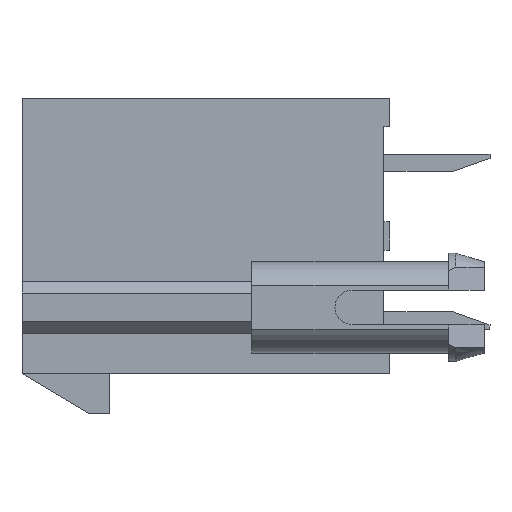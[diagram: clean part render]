
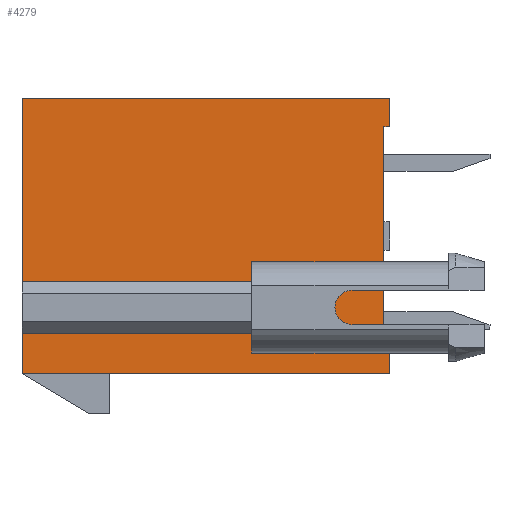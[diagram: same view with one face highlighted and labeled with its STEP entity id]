
A CAD part, left-side view. The second image highlights one B-rep face of the part: STEP entity #4279.
In plain terms, the highlighted planar face has unit normal (-1, 0, 0).
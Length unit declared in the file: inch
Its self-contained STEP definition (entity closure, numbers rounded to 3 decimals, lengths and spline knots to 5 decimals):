
#13 = ORIENTED_EDGE ( 'NONE', *, *, #1454, .F. ) ;
#63 = DIRECTION ( 'NONE',  ( 0., 0., 1. ) ) ;
#152 = CARTESIAN_POINT ( 'NONE',  ( -0.35433, 0.1063, -0.05335 ) ) ;
#167 = LINE ( 'NONE', #5126, #1879 ) ;
#187 = CARTESIAN_POINT ( 'NONE',  ( -0.35433, 0.00787, -0.14961 ) ) ;
#260 = DIRECTION ( 'NONE',  ( 0., 1., 0. ) ) ;
#297 = CARTESIAN_POINT ( 'NONE',  ( -0.35433, 0.50394, -0.0626 ) ) ;
#420 = ORIENTED_EDGE ( 'NONE', *, *, #7343, .F. ) ;
#461 = VECTOR ( 'NONE', #260, 39.37008 ) ;
#537 = CARTESIAN_POINT ( 'NONE',  ( -0.35433, 0., 0.18898 ) ) ;
#681 = VERTEX_POINT ( 'NONE', #10447 ) ;
#722 = VECTOR ( 'NONE', #6007, 39.37008 ) ;
#724 = ORIENTED_EDGE ( 'NONE', *, *, #3646, .F. ) ;
#795 = VECTOR ( 'NONE', #6577, 39.37008 ) ;
#1153 = EDGE_CURVE ( 'NONE', #4606, #4569, #3825, .T. ) ;
#1231 = EDGE_CURVE ( 'NONE', #6834, #1616, #1804, .T. ) ;
#1288 = VECTOR ( 'NONE', #6190, 39.37008 ) ;
#1437 = EDGE_CURVE ( 'NONE', #7602, #1597, #7726, .T. ) ;
#1454 = EDGE_CURVE ( 'NONE', #681, #7056, #5302, .T. ) ;
#1587 = CARTESIAN_POINT ( 'NONE',  ( -0.35433, 0.18898, -0.13346 ) ) ;
#1597 = VERTEX_POINT ( 'NONE', #8753 ) ;
#1604 = LINE ( 'NONE', #2337, #3616 ) ;
#1616 = VERTEX_POINT ( 'NONE', #9474 ) ;
#1691 = VERTEX_POINT ( 'NONE', #187 ) ;
#1804 = LINE ( 'NONE', #6938, #8695 ) ;
#1861 = ORIENTED_EDGE ( 'NONE', *, *, #8414, .F. ) ;
#1879 = VECTOR ( 'NONE', #6930, 39.37008 ) ;
#2337 = CARTESIAN_POINT ( 'NONE',  ( -0.35433, 0., -0.18898 ) ) ;
#2486 = CARTESIAN_POINT ( 'NONE',  ( -0.35433, 0.50394, -0.13346 ) ) ;
#2499 = VERTEX_POINT ( 'NONE', #9875 ) ;
#2668 = ORIENTED_EDGE ( 'NONE', *, *, #5037, .F. ) ;
#2736 = ORIENTED_EDGE ( 'NONE', *, *, #8369, .F. ) ;
#2821 = VECTOR ( 'NONE', #9177, 39.37008 ) ;
#3030 = DIRECTION ( 'NONE',  ( 0., 0., -1. ) ) ;
#3156 = VECTOR ( 'NONE', #3030, 39.37008 ) ;
#3463 = ORIENTED_EDGE ( 'NONE', *, *, #4073, .F. ) ;
#3514 = ORIENTED_EDGE ( 'NONE', *, *, #5844, .F. ) ;
#3616 = VECTOR ( 'NONE', #4812, 39.37008 ) ;
#3646 = EDGE_CURVE ( 'NONE', #7773, #7602, #5347, .T. ) ;
#3649 = CARTESIAN_POINT ( 'NONE',  ( -0.35433, 0.18898, -0.0626 ) ) ;
#3808 = DIRECTION ( 'NONE',  ( 0., 0., -1. ) ) ;
#3825 = LINE ( 'NONE', #6902, #10433 ) ;
#3913 = CARTESIAN_POINT ( 'NONE',  ( -0.35433, 0., 0.18898 ) ) ;
#4033 = ORIENTED_EDGE ( 'NONE', *, *, #4588, .T. ) ;
#4073 = EDGE_CURVE ( 'NONE', #4130, #1691, #10325, .T. ) ;
#4120 = LINE ( 'NONE', #8553, #11121 ) ;
#4130 = VERTEX_POINT ( 'NONE', #9633 ) ;
#4201 = CARTESIAN_POINT ( 'NONE',  ( -0.35433, 0.1063, 0. ) ) ;
#4279 = ADVANCED_FACE ( 'NONE', ( #9040 ), #6335, .F. ) ;
#4337 = DIRECTION ( 'NONE',  ( 0., 0., -1. ) ) ;
#4479 = AXIS2_PLACEMENT_3D ( 'NONE', #10632, #7295, #3808 ) ;
#4556 = VERTEX_POINT ( 'NONE', #5853 ) ;
#4569 = VERTEX_POINT ( 'NONE', #1587 ) ;
#4588 = EDGE_CURVE ( 'NONE', #6979, #1616, #4711, .T. ) ;
#4605 = EDGE_CURVE ( 'NONE', #4556, #4569, #167, .T. ) ;
#4606 = VERTEX_POINT ( 'NONE', #2486 ) ;
#4711 = LINE ( 'NONE', #10208, #6462 ) ;
#4812 = DIRECTION ( 'NONE',  ( 0., 1., 0. ) ) ;
#4824 = DIRECTION ( 'NONE',  ( 0., 0., -1. ) ) ;
#5037 = EDGE_CURVE ( 'NONE', #7056, #2499, #1604, .T. ) ;
#5126 = CARTESIAN_POINT ( 'NONE',  ( -0.35433, 0.18898, -0.18898 ) ) ;
#5274 = ORIENTED_EDGE ( 'NONE', *, *, #1153, .F. ) ;
#5302 = LINE ( 'NONE', #9396, #10022 ) ;
#5347 = LINE ( 'NONE', #7459, #795 ) ;
#5726 = LINE ( 'NONE', #9602, #8694 ) ;
#5844 = EDGE_CURVE ( 'NONE', #4556, #9080, #4120, .T. ) ;
#5853 = CARTESIAN_POINT ( 'NONE',  ( -0.35433, 0.18898, -0.14272 ) ) ;
#6007 = DIRECTION ( 'NONE',  ( 0., 0., 1. ) ) ;
#6028 = DIRECTION ( 'NONE',  ( 0., -1., 0. ) ) ;
#6190 = DIRECTION ( 'NONE',  ( 0., 1., 0. ) ) ;
#6335 = PLANE ( 'NONE',  #4479 ) ;
#6462 = VECTOR ( 'NONE', #11064, 39.37008 ) ;
#6577 = DIRECTION ( 'NONE',  ( 0., -1., 0. ) ) ;
#6664 = EDGE_LOOP ( 'NONE', ( #7120, #724, #10300, #7004, #4033, #7676, #1861, #3514, #10109, #5274, #2736, #2668, #13, #10315, #3463, #420 ) ) ;
#6696 = CARTESIAN_POINT ( 'NONE',  ( -0.35433, 0.50394, 0. ) ) ;
#6751 = LINE ( 'NONE', #8837, #461 ) ;
#6834 = VERTEX_POINT ( 'NONE', #152 ) ;
#6851 = DIRECTION ( 'NONE',  ( 0., -1., 0. ) ) ;
#6902 = CARTESIAN_POINT ( 'NONE',  ( -0.35433, 0., -0.13346 ) ) ;
#6930 = DIRECTION ( 'NONE',  ( 0., 0., 1. ) ) ;
#6938 = CARTESIAN_POINT ( 'NONE',  ( -0.35433, 0., -0.05335 ) ) ;
#6979 = VERTEX_POINT ( 'NONE', #3649 ) ;
#7004 = ORIENTED_EDGE ( 'NONE', *, *, #7993, .F. ) ;
#7025 = VECTOR ( 'NONE', #63, 39.37008 ) ;
#7056 = VERTEX_POINT ( 'NONE', #10778 ) ;
#7120 = ORIENTED_EDGE ( 'NONE', *, *, #1437, .F. ) ;
#7211 = EDGE_CURVE ( 'NONE', #681, #1691, #5726, .T. ) ;
#7295 = DIRECTION ( 'NONE',  ( 1., 0., 0. ) ) ;
#7343 = EDGE_CURVE ( 'NONE', #1597, #4130, #8417, .T. ) ;
#7459 = CARTESIAN_POINT ( 'NONE',  ( -0.35433, 0.50394, 0.18898 ) ) ;
#7518 = VECTOR ( 'NONE', #4337, 39.37008 ) ;
#7602 = VERTEX_POINT ( 'NONE', #537 ) ;
#7676 = ORIENTED_EDGE ( 'NONE', *, *, #1231, .F. ) ;
#7726 = LINE ( 'NONE', #3913, #3156 ) ;
#7773 = VERTEX_POINT ( 'NONE', #8794 ) ;
#7993 = EDGE_CURVE ( 'NONE', #6979, #8024, #6751, .T. ) ;
#8006 = CARTESIAN_POINT ( 'NONE',  ( -0.35433, 0., 0.14961 ) ) ;
#8024 = VERTEX_POINT ( 'NONE', #297 ) ;
#8369 = EDGE_CURVE ( 'NONE', #2499, #4606, #10382, .T. ) ;
#8414 = EDGE_CURVE ( 'NONE', #9080, #6834, #10656, .T. ) ;
#8417 = LINE ( 'NONE', #8006, #1288 ) ;
#8553 = CARTESIAN_POINT ( 'NONE',  ( -0.35433, 0., -0.14272 ) ) ;
#8694 = VECTOR ( 'NONE', #10370, 39.37008 ) ;
#8695 = VECTOR ( 'NONE', #10400, 39.37008 ) ;
#8753 = CARTESIAN_POINT ( 'NONE',  ( -0.35433, 0., 0.14961 ) ) ;
#8794 = CARTESIAN_POINT ( 'NONE',  ( -0.35433, 0.50394, 0.18898 ) ) ;
#8837 = CARTESIAN_POINT ( 'NONE',  ( -0.35433, 0., -0.0626 ) ) ;
#9040 = FACE_OUTER_BOUND ( 'NONE', #6664, .T. ) ;
#9080 = VERTEX_POINT ( 'NONE', #10097 ) ;
#9177 = DIRECTION ( 'NONE',  ( 0., 0., 1. ) ) ;
#9396 = CARTESIAN_POINT ( 'NONE',  ( -0.35433, 0., 0. ) ) ;
#9450 = CARTESIAN_POINT ( 'NONE',  ( -0.35433, 0.00787, 0. ) ) ;
#9474 = CARTESIAN_POINT ( 'NONE',  ( -0.35433, 0.18898, -0.05335 ) ) ;
#9531 = CARTESIAN_POINT ( 'NONE',  ( -0.35433, 0.50394, 0. ) ) ;
#9602 = CARTESIAN_POINT ( 'NONE',  ( -0.35433, 0., -0.14961 ) ) ;
#9633 = CARTESIAN_POINT ( 'NONE',  ( -0.35433, 0.00787, 0.14961 ) ) ;
#9875 = CARTESIAN_POINT ( 'NONE',  ( -0.35433, 0.50394, -0.18898 ) ) ;
#10022 = VECTOR ( 'NONE', #4824, 39.37008 ) ;
#10092 = EDGE_CURVE ( 'NONE', #8024, #7773, #10364, .T. ) ;
#10097 = CARTESIAN_POINT ( 'NONE',  ( -0.35433, 0.1063, -0.14272 ) ) ;
#10109 = ORIENTED_EDGE ( 'NONE', *, *, #4605, .T. ) ;
#10208 = CARTESIAN_POINT ( 'NONE',  ( -0.35433, 0.18898, -0.18898 ) ) ;
#10300 = ORIENTED_EDGE ( 'NONE', *, *, #10092, .F. ) ;
#10315 = ORIENTED_EDGE ( 'NONE', *, *, #7211, .T. ) ;
#10325 = LINE ( 'NONE', #9450, #7518 ) ;
#10364 = LINE ( 'NONE', #6696, #2821 ) ;
#10370 = DIRECTION ( 'NONE',  ( 0., 1., 0. ) ) ;
#10382 = LINE ( 'NONE', #9531, #722 ) ;
#10400 = DIRECTION ( 'NONE',  ( 0., 1., 0. ) ) ;
#10433 = VECTOR ( 'NONE', #6028, 39.37008 ) ;
#10447 = CARTESIAN_POINT ( 'NONE',  ( -0.35433, 0., -0.14961 ) ) ;
#10632 = CARTESIAN_POINT ( 'NONE',  ( -0.35433, 0., 0. ) ) ;
#10656 = LINE ( 'NONE', #4201, #7025 ) ;
#10778 = CARTESIAN_POINT ( 'NONE',  ( -0.35433, 0., -0.18898 ) ) ;
#11064 = DIRECTION ( 'NONE',  ( 0., 0., 1. ) ) ;
#11121 = VECTOR ( 'NONE', #6851, 39.37008 ) ;
